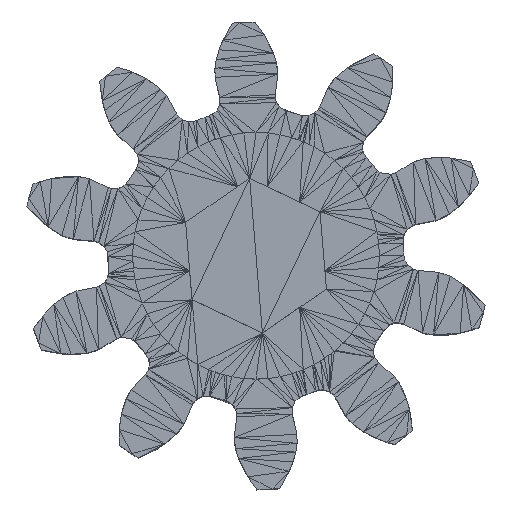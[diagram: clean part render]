
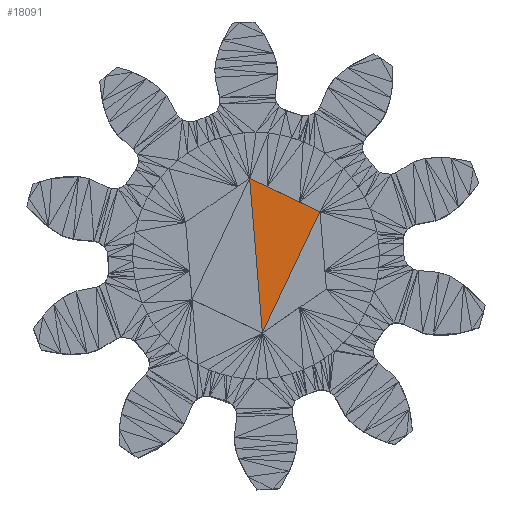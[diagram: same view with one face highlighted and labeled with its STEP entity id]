
A CAD part, top view. The second image highlights one B-rep face of the part: STEP entity #18091.
In plain terms, the highlighted planar face has unit normal (0, 0, 1).
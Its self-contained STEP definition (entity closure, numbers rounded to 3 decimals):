
#719=FACE_OUTER_BOUND('',#2297,.T.);
#2297=EDGE_LOOP('',(#13177,#13178,#13179));
#3892=LINE('',#27540,#6259);
#4293=LINE('',#28340,#6660);
#4295=LINE('',#28343,#6662);
#6259=VECTOR('',#22169,10.);
#6660=VECTOR('',#23086,10.);
#6662=VECTOR('',#23090,10.);
#8196=VERTEX_POINT('',#27535);
#8197=VERTEX_POINT('',#27539);
#8338=VERTEX_POINT('',#28339);
#9429=EDGE_CURVE('',#8196,#8197,#3892,.T.);
#9830=EDGE_CURVE('',#8196,#8338,#4293,.T.);
#9832=EDGE_CURVE('',#8197,#8338,#4295,.T.);
#13177=ORIENTED_EDGE('',*,*,#9429,.T.);
#13178=ORIENTED_EDGE('',*,*,#9832,.T.);
#13179=ORIENTED_EDGE('',*,*,#9830,.F.);
#16513=PLANE('',#19690);
#18091=ADVANCED_FACE('',(#719),#16513,.T.);
#19690=AXIS2_PLACEMENT_3D('',#28342,#23088,#23089);
#22169=DIRECTION('',(0.082,-0.997,0.));
#23086=DIRECTION('',(0.904,-0.428,0.));
#23088=DIRECTION('center_axis',(0.,0.,1.));
#23089=DIRECTION('ref_axis',(1.,0.,0.));
#23090=DIRECTION('',(0.429,0.903,0.));
#27535=CARTESIAN_POINT('',(29.946,-60.763,50.199));
#27539=CARTESIAN_POINT('',(30.566,-68.289,50.199));
#27540=CARTESIAN_POINT('',(29.946,-60.763,50.199));
#28339=CARTESIAN_POINT('',(33.369,-62.382,50.199));
#28340=CARTESIAN_POINT('',(29.946,-60.763,50.199));
#28342=CARTESIAN_POINT('Origin',(33.369,-62.382,50.199));
#28343=CARTESIAN_POINT('',(30.566,-68.289,50.199));
